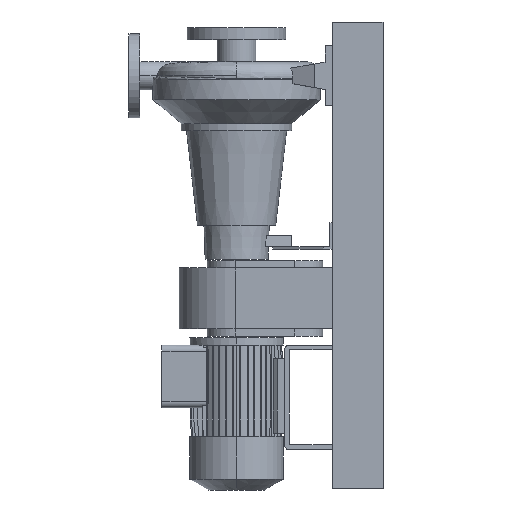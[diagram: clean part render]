
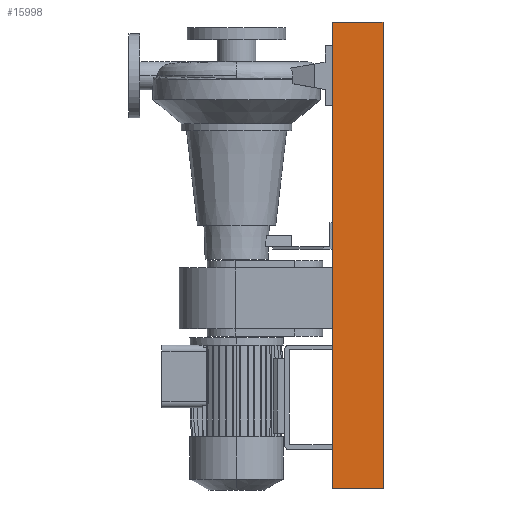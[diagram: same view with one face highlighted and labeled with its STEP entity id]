
A CAD part, left-side view. The second image highlights one B-rep face of the part: STEP entity #15998.
In plain terms, the highlighted planar face has unit normal (-1, 0, 0).
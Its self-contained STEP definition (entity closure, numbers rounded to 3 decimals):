
#278 = VECTOR ( 'NONE', #1653, 1000. ) ;
#882 = CARTESIAN_POINT ( 'NONE',  ( -120., 42.5, 390. ) ) ;
#931 = CARTESIAN_POINT ( 'NONE',  ( -120., 42.5, -390. ) ) ;
#1280 = VERTEX_POINT ( 'NONE', #931 ) ;
#1320 = CARTESIAN_POINT ( 'NONE',  ( -120., -42.5, -390. ) ) ;
#1463 = DIRECTION ( 'NONE',  ( 0., -1., 0. ) ) ;
#1653 = DIRECTION ( 'NONE',  ( 0., 0., 1. ) ) ;
#1712 = VERTEX_POINT ( 'NONE', #7123 ) ;
#2272 = ORIENTED_EDGE ( 'NONE', *, *, #3731, .F. ) ;
#2553 = EDGE_CURVE ( 'NONE', #12703, #1712, #17043, .T. ) ;
#2971 = DIRECTION ( 'NONE',  ( 0., 0., 1. ) ) ;
#3104 = CARTESIAN_POINT ( 'NONE',  ( -120., -42.5, -390. ) ) ;
#3731 = EDGE_CURVE ( 'NONE', #20289, #1712, #18791, .T. ) ;
#3911 = ORIENTED_EDGE ( 'NONE', *, *, #4794, .F. ) ;
#4246 = VECTOR ( 'NONE', #6110, 1000. ) ;
#4444 = EDGE_LOOP ( 'NONE', ( #2272, #3911, #6105, #15890 ) ) ;
#4794 = EDGE_CURVE ( 'NONE', #1280, #20289, #17524, .T. ) ;
#6098 = PLANE ( 'NONE',  #16091 ) ;
#6105 = ORIENTED_EDGE ( 'NONE', *, *, #12894, .T. ) ;
#6110 = DIRECTION ( 'NONE',  ( 0., -1., 0. ) ) ;
#7123 = CARTESIAN_POINT ( 'NONE',  ( -120., -42.5, 390. ) ) ;
#8352 = CARTESIAN_POINT ( 'NONE',  ( -120., 42.5, -390. ) ) ;
#8904 = FACE_OUTER_BOUND ( 'NONE', #4444, .T. ) ;
#10504 = CARTESIAN_POINT ( 'NONE',  ( -120., -42.5, -390. ) ) ;
#11355 = DIRECTION ( 'NONE',  ( 0., 0., 1. ) ) ;
#12703 = VERTEX_POINT ( 'NONE', #10504 ) ;
#12894 = EDGE_CURVE ( 'NONE', #1280, #12703, #17272, .T. ) ;
#13236 = VECTOR ( 'NONE', #11355, 1000. ) ;
#15890 = ORIENTED_EDGE ( 'NONE', *, *, #2553, .T. ) ;
#15998 = ADVANCED_FACE ( 'NONE', ( #8904 ), #6098, .T. ) ;
#16091 = AXIS2_PLACEMENT_3D ( 'NONE', #1320, #18470, #2971 ) ;
#16983 = VECTOR ( 'NONE', #1463, 1000. ) ;
#17043 = LINE ( 'NONE', #3104, #278 ) ;
#17169 = CARTESIAN_POINT ( 'NONE',  ( -120., -42.5, -390. ) ) ;
#17272 = LINE ( 'NONE', #17169, #16983 ) ;
#17341 = CARTESIAN_POINT ( 'NONE',  ( -120., -42.5, 390. ) ) ;
#17524 = LINE ( 'NONE', #8352, #13236 ) ;
#18470 = DIRECTION ( 'NONE',  ( -1., 0., 0. ) ) ;
#18791 = LINE ( 'NONE', #17341, #4246 ) ;
#20289 = VERTEX_POINT ( 'NONE', #882 ) ;
